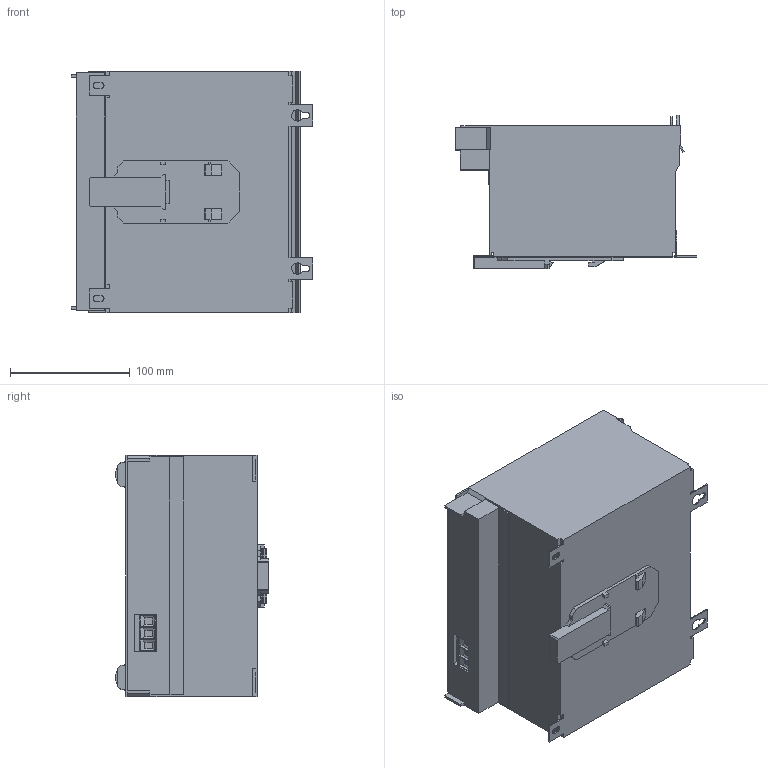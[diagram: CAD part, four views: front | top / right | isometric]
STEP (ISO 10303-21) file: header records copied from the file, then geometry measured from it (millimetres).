
FILE_DESCRIPTION(('SolidDesigner STEP Export'),'2;1');
FILE_NAME('2320322_UPS_BAT_VRLA_24DC_12AH-select.stp','2011-01-14T10:14:32',(''),(''),'CoCreate Modeling STEP processor for AP214 (Solid Model)','CoCreate Modeling 16.00A 16-Aug-2008 (C) Parametric Technology GmbH','');
FILE_SCHEMA(('AUTOMOTIVE_DESIGN { 1 0 10303 214 1 1 1 1 }'));
Length unit declared in the file: millimetre
Products named in the file (2): 2320322_UPS_BAT_VRLA_24DC_12AH-select
Assembly tree (1 placements, depth 2):
  2320322_UPS_BAT_VRLA_24DC_12AH-select
    2320322_UPS_BAT_VRLA_24DC_12AH-select
Bounding box: 202 x 127.99 x 202 mm (x, y, z)
Volume: 3672482 mm3; surface area: 169638.7 mm2
Topology: 1 solids, 1 shells, 259 faces, 747 edges, 490 vertices
Faces by surface type: plane 225, cylinder 34
Entity records: 10097 total; most frequent: ORIENTED_EDGE 1494, CARTESIAN_POINT 1447, DIRECTION 1253, EDGE_CURVE 747, VECTOR 661, LINE 661, VERTEX_POINT 490, AXIS2_PLACEMENT_3D 296
